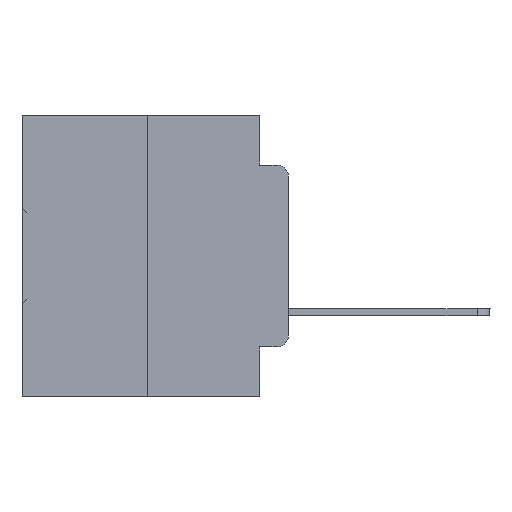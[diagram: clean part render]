
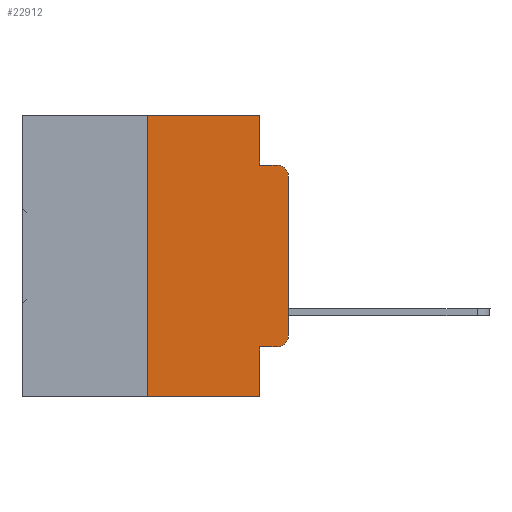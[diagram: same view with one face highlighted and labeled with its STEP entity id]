
A CAD part, left-side view. The second image highlights one B-rep face of the part: STEP entity #22912.
In plain terms, the highlighted planar face has unit normal (-1, 0, 0).
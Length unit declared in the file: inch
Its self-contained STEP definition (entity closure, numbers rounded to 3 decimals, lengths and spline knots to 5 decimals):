
#53 = ORIENTED_EDGE ( 'NONE', *, *, #3401, .F. ) ;
#416 = CARTESIAN_POINT ( 'NONE',  ( 0., 0.25, 0. ) ) ;
#463 = VERTEX_POINT ( 'NONE', #13307 ) ;
#653 = DIRECTION ( 'NONE',  ( 0., 0., 1. ) ) ;
#1599 = VERTEX_POINT ( 'NONE', #27454 ) ;
#2502 = VECTOR ( 'NONE', #22407, 39.37008 ) ;
#3111 = VECTOR ( 'NONE', #4312, 39.37008 ) ;
#3401 = EDGE_CURVE ( 'NONE', #16073, #6982, #16160, .T. ) ;
#4312 = DIRECTION ( 'NONE',  ( 0., -1., 0. ) ) ;
#4614 = DIRECTION ( 'NONE',  ( 0., 0., -1. ) ) ;
#4732 = ORIENTED_EDGE ( 'NONE', *, *, #31459, .F. ) ;
#4875 = DIRECTION ( 'NONE',  ( 0., -1., 0. ) ) ;
#4886 = CARTESIAN_POINT ( 'NONE',  ( 0., 0.473, 0. ) ) ;
#5465 = ORIENTED_EDGE ( 'NONE', *, *, #10843, .T. ) ;
#5633 = EDGE_LOOP ( 'NONE', ( #28833, #5465, #22692, #4732, #53, #7742, #13306, #29649, #15691, #16462 ) ) ;
#5797 = CARTESIAN_POINT ( 'NONE',  ( 0., 0.051, -0.0885 ) ) ;
#6772 = EDGE_CURVE ( 'NONE', #19659, #28989, #26948, .T. ) ;
#6773 = DIRECTION ( 'NONE',  ( -1., 0., 0. ) ) ;
#6779 = VECTOR ( 'NONE', #17858, 39.37008 ) ;
#6982 = VERTEX_POINT ( 'NONE', #19271 ) ;
#7238 = CARTESIAN_POINT ( 'NONE',  ( 0., 0.25, 0. ) ) ;
#7415 = LINE ( 'NONE', #5797, #8599 ) ;
#7670 = AXIS2_PLACEMENT_3D ( 'NONE', #10318, #10211, #4614 ) ;
#7742 = ORIENTED_EDGE ( 'NONE', *, *, #26286, .F. ) ;
#7881 = VECTOR ( 'NONE', #653, 39.37008 ) ;
#8320 = LINE ( 'NONE', #416, #11139 ) ;
#8599 = VECTOR ( 'NONE', #16592, 39.37008 ) ;
#8792 = VERTEX_POINT ( 'NONE', #14335 ) ;
#10211 = DIRECTION ( 'NONE',  ( -1., 0., 0. ) ) ;
#10318 = CARTESIAN_POINT ( 'NONE',  ( 0., 0.02, -0.1085 ) ) ;
#10411 = EDGE_CURVE ( 'NONE', #20315, #463, #7415, .T. ) ;
#10843 = EDGE_CURVE ( 'NONE', #14161, #463, #11841, .T. ) ;
#10948 = DIRECTION ( 'NONE',  ( 0., 0., 1. ) ) ;
#11139 = VECTOR ( 'NONE', #10948, 39.37008 ) ;
#11635 = LINE ( 'NONE', #20492, #6779 ) ;
#11841 = CIRCLE ( 'NONE', #7670, 0.02 ) ;
#11899 = VERTEX_POINT ( 'NONE', #24882 ) ;
#12187 = CARTESIAN_POINT ( 'NONE',  ( 0., 0.051, -0.4115 ) ) ;
#13086 = DIRECTION ( 'NONE',  ( 0., 0., -1. ) ) ;
#13119 = CIRCLE ( 'NONE', #23007, 0.02 ) ;
#13306 = ORIENTED_EDGE ( 'NONE', *, *, #30690, .T. ) ;
#13307 = CARTESIAN_POINT ( 'NONE',  ( 0., 0.02, -0.0885 ) ) ;
#13604 = AXIS2_PLACEMENT_3D ( 'NONE', #4886, #33719, #13086 ) ;
#13803 = DIRECTION ( 'NONE',  ( 0., -1., 0. ) ) ;
#14161 = VERTEX_POINT ( 'NONE', #17086 ) ;
#14335 = CARTESIAN_POINT ( 'NONE',  ( 0., 0., -0.3915 ) ) ;
#14477 = DIRECTION ( 'NONE',  ( 0., 0., -1. ) ) ;
#14592 = VECTOR ( 'NONE', #4875, 39.37008 ) ;
#15691 = ORIENTED_EDGE ( 'NONE', *, *, #20686, .T. ) ;
#15998 = FACE_OUTER_BOUND ( 'NONE', #5633, .T. ) ;
#16073 = VERTEX_POINT ( 'NONE', #7238 ) ;
#16160 = LINE ( 'NONE', #30181, #14592 ) ;
#16462 = ORIENTED_EDGE ( 'NONE', *, *, #33022, .T. ) ;
#16592 = DIRECTION ( 'NONE',  ( 0., -1., 0. ) ) ;
#17086 = CARTESIAN_POINT ( 'NONE',  ( 0., 0., -0.1085 ) ) ;
#17496 = CARTESIAN_POINT ( 'NONE',  ( 0., 0.051, -0.0885 ) ) ;
#17858 = DIRECTION ( 'NONE',  ( 0., 0., -1. ) ) ;
#18497 = CARTESIAN_POINT ( 'NONE',  ( 0., 0.051, -0.4115 ) ) ;
#19271 = CARTESIAN_POINT ( 'NONE',  ( 0., 0.051, 0. ) ) ;
#19659 = VERTEX_POINT ( 'NONE', #18497 ) ;
#19900 = CARTESIAN_POINT ( 'NONE',  ( 0., 0.051, 0. ) ) ;
#20315 = VERTEX_POINT ( 'NONE', #17496 ) ;
#20492 = CARTESIAN_POINT ( 'NONE',  ( 0., 0.051, 0. ) ) ;
#20686 = EDGE_CURVE ( 'NONE', #19659, #11899, #21889, .T. ) ;
#21018 = LINE ( 'NONE', #29449, #32044 ) ;
#21889 = LINE ( 'NONE', #12187, #3111 ) ;
#22407 = DIRECTION ( 'NONE',  ( 0., 0., -1. ) ) ;
#22692 = ORIENTED_EDGE ( 'NONE', *, *, #10411, .F. ) ;
#22912 = ADVANCED_FACE ( 'NONE', ( #15998 ), #25797, .F. ) ;
#23007 = AXIS2_PLACEMENT_3D ( 'NONE', #32748, #6773, #14477 ) ;
#24090 = CARTESIAN_POINT ( 'NONE',  ( 0., 0., 0. ) ) ;
#24191 = EDGE_CURVE ( 'NONE', #8792, #14161, #24493, .T. ) ;
#24493 = LINE ( 'NONE', #24090, #7881 ) ;
#24882 = CARTESIAN_POINT ( 'NONE',  ( 0., 0.02, -0.4115 ) ) ;
#25797 = PLANE ( 'NONE',  #13604 ) ;
#26286 = EDGE_CURVE ( 'NONE', #1599, #16073, #8320, .T. ) ;
#26948 = LINE ( 'NONE', #19900, #2502 ) ;
#27454 = CARTESIAN_POINT ( 'NONE',  ( 0., 0.25, -0.5 ) ) ;
#28833 = ORIENTED_EDGE ( 'NONE', *, *, #24191, .T. ) ;
#28989 = VERTEX_POINT ( 'NONE', #29561 ) ;
#29449 = CARTESIAN_POINT ( 'NONE',  ( 0., 0.473, -0.5 ) ) ;
#29561 = CARTESIAN_POINT ( 'NONE',  ( 0., 0.051, -0.5 ) ) ;
#29649 = ORIENTED_EDGE ( 'NONE', *, *, #6772, .F. ) ;
#30181 = CARTESIAN_POINT ( 'NONE',  ( 0., 0.473, 0. ) ) ;
#30690 = EDGE_CURVE ( 'NONE', #1599, #28989, #21018, .T. ) ;
#31459 = EDGE_CURVE ( 'NONE', #6982, #20315, #11635, .T. ) ;
#32044 = VECTOR ( 'NONE', #13803, 39.37008 ) ;
#32748 = CARTESIAN_POINT ( 'NONE',  ( 0., 0.02, -0.3915 ) ) ;
#33022 = EDGE_CURVE ( 'NONE', #11899, #8792, #13119, .T. ) ;
#33719 = DIRECTION ( 'NONE',  ( 1., 0., 0. ) ) ;
